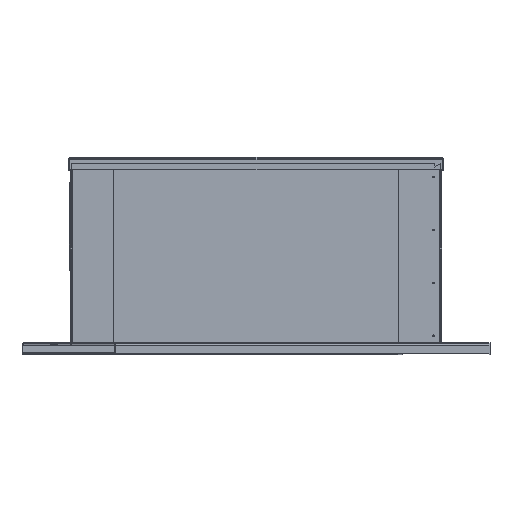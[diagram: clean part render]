
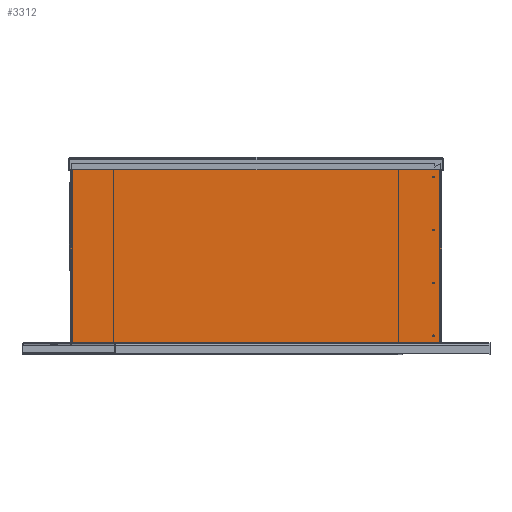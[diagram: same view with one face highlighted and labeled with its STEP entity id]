
A CAD part, top view. The second image highlights one B-rep face of the part: STEP entity #3312.
In plain terms, the highlighted planar face has unit normal (0, 0, 1).
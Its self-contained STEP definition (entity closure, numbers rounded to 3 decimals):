
#3312=ADVANCED_FACE('',(#13754,#13756,#13758,#13760,#13762),#13764,.F.);
#13754=FACE_BOUND('',#13755,.T.);
#13755=EDGE_LOOP('',(#23682,#23683,#23684,#23685,#23686,#23687,#23688,#23689));
#13756=FACE_BOUND('',#13757,.T.);
#13757=EDGE_LOOP('',(#23690));
#13758=FACE_BOUND('',#13759,.T.);
#13759=EDGE_LOOP('',(#23691));
#13760=FACE_BOUND('',#13761,.T.);
#13761=EDGE_LOOP('',(#23692));
#13762=FACE_BOUND('',#13763,.T.);
#13763=EDGE_LOOP('',(#23693));
#13764=PLANE('',#13765);
#13765=AXIS2_PLACEMENT_3D('',#13766,#13767,#13768);
#13766=CARTESIAN_POINT('',(596.873,1.8,596.6));
#13767=DIRECTION('',(0.,0.,-1.));
#13768=DIRECTION('',(0.,1.,0.));
#23682=ORIENTED_EDGE('',*,*,#28049,.F.);
#23683=ORIENTED_EDGE('',*,*,#28525,.T.);
#23684=ORIENTED_EDGE('',*,*,#27993,.F.);
#23685=ORIENTED_EDGE('',*,*,#28534,.T.);
#23686=ORIENTED_EDGE('',*,*,#28535,.T.);
#23687=ORIENTED_EDGE('',*,*,#28046,.F.);
#23688=ORIENTED_EDGE('',*,*,#28536,.T.);
#23689=ORIENTED_EDGE('',*,*,#28526,.F.);
#23690=ORIENTED_EDGE('',*,*,#28044,.T.);
#23691=ORIENTED_EDGE('',*,*,#28043,.T.);
#23692=ORIENTED_EDGE('',*,*,#28042,.T.);
#23693=ORIENTED_EDGE('',*,*,#28041,.T.);
#27993=EDGE_CURVE('',#31230,#31232,#31233,.T.);
#28041=EDGE_CURVE('',#31311,#31311,#31312,.F.);
#28042=EDGE_CURVE('',#31313,#31313,#31314,.F.);
#28043=EDGE_CURVE('',#31315,#31315,#31316,.F.);
#28044=EDGE_CURVE('',#31317,#31317,#31318,.F.);
#28046=EDGE_CURVE('',#31319,#31321,#31322,.T.);
#28049=EDGE_CURVE('',#31324,#31326,#31327,.F.);
#28525=EDGE_CURVE('',#31324,#31232,#32069,.T.);
#28526=EDGE_CURVE('',#31326,#31213,#32070,.T.);
#28534=EDGE_CURVE('',#31230,#31301,#32078,.T.);
#28535=EDGE_CURVE('',#31301,#31321,#32079,.T.);
#28536=EDGE_CURVE('',#31319,#31213,#32080,.T.);
#31213=VERTEX_POINT('',#37013);
#31230=VERTEX_POINT('',#37053);
#31232=VERTEX_POINT('',#37058);
#31233=LINE('',#37059,#37060);
#31301=VERTEX_POINT('',#37224);
#31311=VERTEX_POINT('',#37251);
#31312=CIRCLE('',#37252,2.5);
#31313=VERTEX_POINT('',#37256);
#31314=CIRCLE('',#37257,2.5);
#31315=VERTEX_POINT('',#37261);
#31316=CIRCLE('',#37262,2.5);
#31317=VERTEX_POINT('',#37266);
#31318=CIRCLE('',#37267,2.5);
#31319=VERTEX_POINT('',#37271);
#31321=VERTEX_POINT('',#37275);
#31322=LINE('',#37276,#37277);
#31324=VERTEX_POINT('',#37282);
#31326=VERTEX_POINT('',#37287);
#31327=LINE('',#37288,#37289);
#32069=LINE('',#39075,#39076);
#32070=LINE('',#39078,#39079);
#32078=LINE('',#39104,#39105);
#32079=LINE('',#39107,#39108);
#32080=LINE('',#39110,#39111);
#37013=CARTESIAN_POINT('',(594.8,577.,596.6));
#37053=CARTESIAN_POINT('',(-594.8,577.,596.6));
#37058=CARTESIAN_POINT('',(575.,577.,596.6));
#37059=CARTESIAN_POINT('',(-594.8,577.,596.6));
#37060=VECTOR('',#37061,1.);
#37061=DIRECTION('',(1.,0.,0.));
#37224=CARTESIAN_POINT('',(-594.8,1.8,596.6));
#37251=CARTESIAN_POINT('',(568.5,533.43,596.6));
#37252=AXIS2_PLACEMENT_3D('',#37253,#37254,#37255);
#37253=CARTESIAN_POINT('',(571.,533.43,596.6));
#37254=DIRECTION('',(0.,0.,1.));
#37255=DIRECTION('',(-1.,0.,0.));
#37256=CARTESIAN_POINT('',(568.5,363.43,596.6));
#37257=AXIS2_PLACEMENT_3D('',#37258,#37259,#37260);
#37258=CARTESIAN_POINT('',(571.,363.43,596.6));
#37259=DIRECTION('',(0.,0.,1.));
#37260=DIRECTION('',(-1.,0.,0.));
#37261=CARTESIAN_POINT('',(568.5,193.43,596.6));
#37262=AXIS2_PLACEMENT_3D('',#37263,#37264,#37265);
#37263=CARTESIAN_POINT('',(571.,193.43,596.6));
#37264=DIRECTION('',(0.,0.,1.));
#37265=DIRECTION('',(-1.,0.,0.));
#37266=CARTESIAN_POINT('',(568.5,23.43,596.6));
#37267=AXIS2_PLACEMENT_3D('',#37268,#37269,#37270);
#37268=CARTESIAN_POINT('',(571.,23.43,596.6));
#37269=DIRECTION('',(0.,0.,1.));
#37270=DIRECTION('',(-1.,0.,0.));
#37271=CARTESIAN_POINT('',(594.8,1.8,596.6));
#37275=CARTESIAN_POINT('',(575.,1.8,596.6));
#37276=CARTESIAN_POINT('',(594.8,1.8,596.6));
#37277=VECTOR('',#37278,1.);
#37278=DIRECTION('',(-1.,0.,0.));
#37282=CARTESIAN_POINT('',(575.,565.684,596.6));
#37287=CARTESIAN_POINT('',(594.6,577.,596.6));
#37288=CARTESIAN_POINT('',(594.6,577.,596.6));
#37289=VECTOR('',#37290,1.);
#37290=DIRECTION('',(-0.866,-0.5,0.));
#39075=CARTESIAN_POINT('',(575.,565.684,596.6));
#39076=VECTOR('',#39077,1.);
#39077=DIRECTION('',(0.,1.,0.));
#39078=CARTESIAN_POINT('',(594.6,577.,596.6));
#39079=VECTOR('',#39080,1.);
#39080=DIRECTION('',(1.,0.,0.));
#39104=CARTESIAN_POINT('',(-594.8,577.,596.6));
#39105=VECTOR('',#39106,1.);
#39106=DIRECTION('',(0.,-1.,0.));
#39107=CARTESIAN_POINT('',(-594.8,1.8,596.6));
#39108=VECTOR('',#39109,1.);
#39109=DIRECTION('',(1.,0.,0.));
#39110=CARTESIAN_POINT('',(594.8,1.8,596.6));
#39111=VECTOR('',#39112,1.);
#39112=DIRECTION('',(0.,1.,0.));
